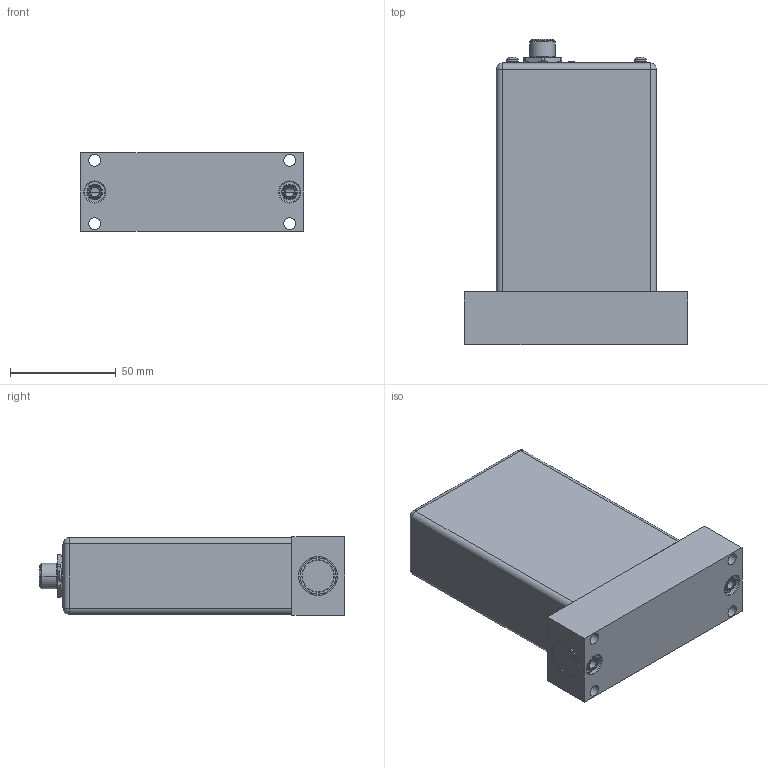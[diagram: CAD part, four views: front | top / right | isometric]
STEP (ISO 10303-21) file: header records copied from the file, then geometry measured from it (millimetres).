
FILE_DESCRIPTION((''),'2;1');
FILE_NAME('GM50A_W-SEAL_DNET_ASM','2013-06-26T',('cockrofm'),('MKS Instruments, Inc.'),'PRO/ENGINEER BY PARAMETRIC TECHNOLOGY CORPORATION, 2009060','PRO/ENGINEER BY PARAMETRIC TECHNOLOGY CORPORATION, 2009060','');
FILE_SCHEMA(('AUTOMOTIVE_DESIGN { 1 2 10303 214 0 1 1 1 }'));
Length unit declared in the file: inch
Products named in the file (24): 116431-G1_CENTER-SHAFT-ASSY_ASM; 1041560_BRACKET; 1041561_BRACKET; 1042117_DNET_MAIN_BD; 110-8017_CONN-2POS-SINGLE; 1041767_LED; 110-0187-3-PIN-HEADER; 1041769_LED; 1038688_CONN_RJ45; 1014224_SWITCH; 1003675_SWITCH; 1032904_DNET-CONN; 072-8550_MJTP1236E; 1042118_DNET_MAIN_BD_ASM; 1042450_ENCLOSURE; 133675_DNET_CONN_NUT; 1011702-002_4-40_PAN-HD-SEMS; 1043970_LABEL_TOP_DNET; 117328-G1_ASM; 1031369_DISC; 1047724_W-SEAL_DOWNPORT; 136492_PIN; 1047724_W-SEAL_DOWNPORT_ASM; GM50A_W-SEAL_DNET_ASM
Assembly tree (25 placements, depth 3):
  GM50A_W-SEAL_DNET_ASM
    116431-G1_CENTER-SHAFT-ASSY_ASM
    1041560_BRACKET
    1041561_BRACKET
    1042118_DNET_MAIN_BD_ASM
      1042117_DNET_MAIN_BD
      110-8017_CONN-2POS-SINGLE
      1041767_LED
      110-0187-3-PIN-HEADER
      1041769_LED
      1038688_CONN_RJ45
      1014224_SWITCH
      1003675_SWITCH  x2
      1032904_DNET-CONN
      072-8550_MJTP1236E
    1042450_ENCLOSURE
    133675_DNET_CONN_NUT
    1011702-002_4-40_PAN-HD-SEMS  x2
    1043970_LABEL_TOP_DNET
    117328-G1_ASM
    1031369_DISC
    1047724_W-SEAL_DOWNPORT_ASM
      1047724_W-SEAL_DOWNPORT
      136492_PIN
Bounding box: 105.74 x 144.38 x 36.83 mm (x, y, z)
Volume: 122276.1 mm3; surface area: 104323.8 mm2
Topology: 21 solids, 29 shells, 1150 faces, 2853 edges, 1830 vertices
Faces by surface type: plane 587, cylinder 338, torus 82, cone 78, bspline 40, sphere 25
Entity records: 38038 total; most frequent: CARTESIAN_POINT 6370, DIRECTION 5514, ORIENTED_EDGE 4976, EDGE_CURVE 2544, AXIS2_PLACEMENT_3D 1988, VERTEX_POINT 1648, PRESENTATION_STYLE_ASSIGNMENT 1632, STYLED_ITEM 1632
